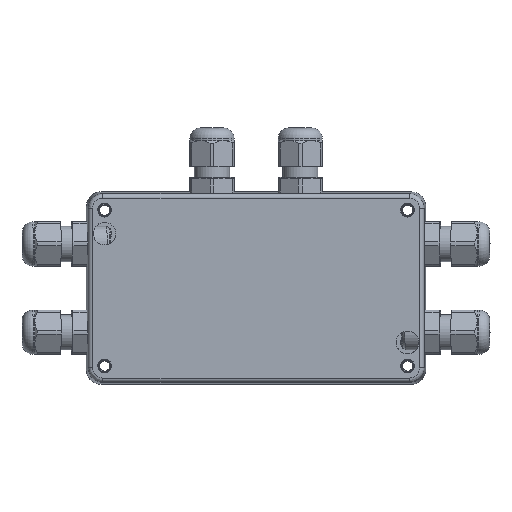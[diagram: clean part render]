
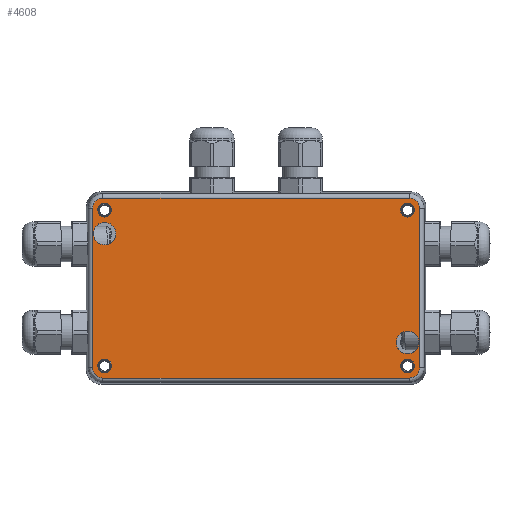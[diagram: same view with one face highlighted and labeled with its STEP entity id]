
A CAD part, front view. The second image highlights one B-rep face of the part: STEP entity #4608.
In plain terms, the highlighted planar face has unit normal (0, -1, 0).
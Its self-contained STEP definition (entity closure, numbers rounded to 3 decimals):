
#118=FACE_BOUND('',#769,.T.);
#119=FACE_BOUND('',#770,.T.);
#120=FACE_BOUND('',#771,.T.);
#121=FACE_BOUND('',#772,.T.);
#122=FACE_BOUND('',#773,.T.);
#123=FACE_BOUND('',#774,.T.);
#178=PLANE('',#4951);
#450=ELLIPSE('',#4930,3.502,3.5);
#452=ELLIPSE('',#4935,3.502,3.5);
#454=ELLIPSE('',#4940,3.502,3.5);
#456=ELLIPSE('',#4944,3.502,3.5);
#491=FACE_OUTER_BOUND('',#768,.T.);
#768=EDGE_LOOP('',(#3244,#3245,#3246,#3247,#3248,#3249,#3250,#3251));
#769=EDGE_LOOP('',(#3252));
#770=EDGE_LOOP('',(#3253));
#771=EDGE_LOOP('',(#3254));
#772=EDGE_LOOP('',(#3255));
#773=EDGE_LOOP('',(#3256));
#774=EDGE_LOOP('',(#3257));
#1109=LINE('',#7377,#1426);
#1112=LINE('',#7421,#1429);
#1114=LINE('',#7462,#1431);
#1116=LINE('',#7503,#1433);
#1426=VECTOR('',#5584,10.);
#1429=VECTOR('',#5599,10.);
#1431=VECTOR('',#5611,10.);
#1433=VECTOR('',#5623,10.);
#1740=CIRCLE('',#4952,2.345);
#1741=CIRCLE('',#4953,2.345);
#1742=CIRCLE('',#4954,2.345);
#1743=CIRCLE('',#4955,2.345);
#1744=CIRCLE('',#4956,3.84);
#1745=CIRCLE('',#4957,3.84);
#2062=VERTEX_POINT('',#7374);
#2063=VERTEX_POINT('',#7376);
#2065=VERTEX_POINT('',#7411);
#2067=VERTEX_POINT('',#7417);
#2069=VERTEX_POINT('',#7452);
#2071=VERTEX_POINT('',#7458);
#2073=VERTEX_POINT('',#7493);
#2075=VERTEX_POINT('',#7499);
#2082=VERTEX_POINT('',#7555);
#2083=VERTEX_POINT('',#7557);
#2084=VERTEX_POINT('',#7559);
#2085=VERTEX_POINT('',#7561);
#2086=VERTEX_POINT('',#7563);
#2087=VERTEX_POINT('',#7565);
#2501=EDGE_CURVE('',#2062,#2063,#1109,.T.);
#2506=EDGE_CURVE('',#2063,#2065,#450,.T.);
#2509=EDGE_CURVE('',#2065,#2067,#1112,.T.);
#2512=EDGE_CURVE('',#2067,#2069,#452,.T.);
#2515=EDGE_CURVE('',#2069,#2071,#1114,.T.);
#2518=EDGE_CURVE('',#2071,#2073,#454,.T.);
#2521=EDGE_CURVE('',#2073,#2075,#1116,.T.);
#2523=EDGE_CURVE('',#2075,#2062,#456,.T.);
#2533=EDGE_CURVE('',#2082,#2082,#1740,.T.);
#2534=EDGE_CURVE('',#2083,#2083,#1741,.T.);
#2535=EDGE_CURVE('',#2084,#2084,#1742,.T.);
#2536=EDGE_CURVE('',#2085,#2085,#1743,.T.);
#2537=EDGE_CURVE('',#2086,#2086,#1744,.T.);
#2538=EDGE_CURVE('',#2087,#2087,#1745,.T.);
#3244=ORIENTED_EDGE('',*,*,#2501,.F.);
#3245=ORIENTED_EDGE('',*,*,#2523,.F.);
#3246=ORIENTED_EDGE('',*,*,#2521,.F.);
#3247=ORIENTED_EDGE('',*,*,#2518,.F.);
#3248=ORIENTED_EDGE('',*,*,#2515,.F.);
#3249=ORIENTED_EDGE('',*,*,#2512,.F.);
#3250=ORIENTED_EDGE('',*,*,#2509,.F.);
#3251=ORIENTED_EDGE('',*,*,#2506,.F.);
#3252=ORIENTED_EDGE('',*,*,#2533,.F.);
#3253=ORIENTED_EDGE('',*,*,#2534,.F.);
#3254=ORIENTED_EDGE('',*,*,#2535,.F.);
#3255=ORIENTED_EDGE('',*,*,#2536,.F.);
#3256=ORIENTED_EDGE('',*,*,#2537,.F.);
#3257=ORIENTED_EDGE('',*,*,#2538,.F.);
#4608=ADVANCED_FACE('',(#491,#118,#119,#120,#121,#122,#123),#178,.F.);
#4930=AXIS2_PLACEMENT_3D('',#7415,#5592,#5593);
#4935=AXIS2_PLACEMENT_3D('',#7456,#5604,#5605);
#4940=AXIS2_PLACEMENT_3D('',#7497,#5616,#5617);
#4944=AXIS2_PLACEMENT_3D('',#7535,#5626,#5627);
#4951=AXIS2_PLACEMENT_3D('',#7554,#5647,#5648);
#4952=AXIS2_PLACEMENT_3D('',#7556,#5649,#5650);
#4953=AXIS2_PLACEMENT_3D('',#7558,#5651,#5652);
#4954=AXIS2_PLACEMENT_3D('',#7560,#5653,#5654);
#4955=AXIS2_PLACEMENT_3D('',#7562,#5655,#5656);
#4956=AXIS2_PLACEMENT_3D('',#7564,#5657,#5658);
#4957=AXIS2_PLACEMENT_3D('',#7566,#5659,#5660);
#5584=DIRECTION('',(0.,0.,1.));
#5592=DIRECTION('center_axis',(0.,1.,0.));
#5593=DIRECTION('ref_axis',(-0.707,0.,0.707));
#5599=DIRECTION('',(1.,0.,0.));
#5604=DIRECTION('center_axis',(0.,1.,0.));
#5605=DIRECTION('ref_axis',(0.707,0.,0.707));
#5611=DIRECTION('',(0.,0.,-1.));
#5616=DIRECTION('center_axis',(0.,1.,0.));
#5617=DIRECTION('ref_axis',(0.707,0.,-0.707));
#5623=DIRECTION('',(-1.,0.,0.));
#5626=DIRECTION('center_axis',(0.,1.,0.));
#5627=DIRECTION('ref_axis',(-0.707,0.,-0.707));
#5647=DIRECTION('center_axis',(0.,1.,0.));
#5648=DIRECTION('ref_axis',(0.,0.,1.));
#5649=DIRECTION('center_axis',(0.,-1.,0.));
#5650=DIRECTION('ref_axis',(0.588,0.,-0.809));
#5651=DIRECTION('center_axis',(0.,-1.,0.));
#5652=DIRECTION('ref_axis',(0.588,0.,-0.809));
#5653=DIRECTION('center_axis',(0.,-1.,0.));
#5654=DIRECTION('ref_axis',(0.588,0.,-0.809));
#5655=DIRECTION('center_axis',(0.,-1.,0.));
#5656=DIRECTION('ref_axis',(0.588,0.,-0.809));
#5657=DIRECTION('center_axis',(0.,-1.,0.));
#5658=DIRECTION('ref_axis',(0.588,0.,0.809));
#5659=DIRECTION('center_axis',(0.,-1.,0.));
#5660=DIRECTION('ref_axis',(0.588,0.,0.809));
#7374=CARTESIAN_POINT('',(-55.579,-135.2,-27.08));
#7376=CARTESIAN_POINT('',(-55.579,-135.2,27.08));
#7377=CARTESIAN_POINT('',(-55.579,-135.2,-19.731));
#7411=CARTESIAN_POINT('',(-52.08,-135.2,30.579));
#7415=CARTESIAN_POINT('Origin',(-52.078,-135.2,27.078));
#7417=CARTESIAN_POINT('',(52.08,-135.2,30.579));
#7421=CARTESIAN_POINT('',(-25.53,-135.2,30.579));
#7452=CARTESIAN_POINT('',(55.579,-135.2,27.08));
#7456=CARTESIAN_POINT('Origin',(52.078,-135.2,27.078));
#7458=CARTESIAN_POINT('',(55.579,-135.2,-27.08));
#7462=CARTESIAN_POINT('',(55.579,-135.2,-19.731));
#7493=CARTESIAN_POINT('',(52.08,-135.2,-30.579));
#7497=CARTESIAN_POINT('Origin',(52.078,-135.2,-27.078));
#7499=CARTESIAN_POINT('',(-52.08,-135.2,-30.579));
#7503=CARTESIAN_POINT('',(-25.53,-135.2,-30.579));
#7535=CARTESIAN_POINT('Origin',(-52.078,-135.2,-27.078));
#7554=CARTESIAN_POINT('Origin',(6.641,-135.2,-6.762));
#7555=CARTESIAN_POINT('',(50.121,-135.2,-24.603));
#7556=CARTESIAN_POINT('Origin',(51.5,-135.2,-26.5));
#7557=CARTESIAN_POINT('',(50.121,-135.2,28.397));
#7558=CARTESIAN_POINT('Origin',(51.5,-135.2,26.5));
#7559=CARTESIAN_POINT('',(-52.879,-135.2,-24.603));
#7560=CARTESIAN_POINT('Origin',(-51.5,-135.2,-26.5));
#7561=CARTESIAN_POINT('',(-52.879,-135.2,28.397));
#7562=CARTESIAN_POINT('Origin',(-51.5,-135.2,26.5));
#7563=CARTESIAN_POINT('',(-47.66,-135.2,18.5));
#7564=CARTESIAN_POINT('Origin',(-51.5,-135.2,18.5));
#7565=CARTESIAN_POINT('',(55.34,-135.2,-18.5));
#7566=CARTESIAN_POINT('Origin',(51.5,-135.2,-18.5));
